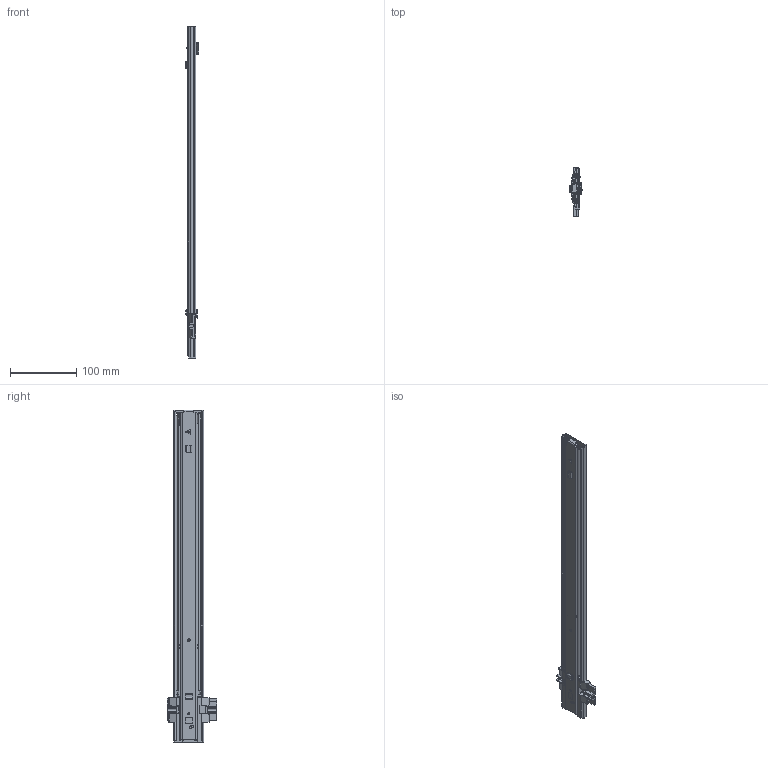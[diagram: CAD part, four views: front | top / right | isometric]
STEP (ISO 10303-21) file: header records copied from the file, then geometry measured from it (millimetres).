
FILE_DESCRIPTION (( 'STEP AP214' ), '1' );
FILE_NAME ('FR_5019_SMT.0500mm_20inch_0,9_closed_right.STEP', '2022-10-25T05:29:56', ( '' ), ( '' ), 'SwSTEP 2.0', 'SolidWorks 2020', '' );
FILE_SCHEMA (( 'AUTOMOTIVE_DESIGN' ));
Length unit declared in the file: millimetre
Products named in the file (18): 5019 TRIGGER; 5019.XXX-03.T119 RIGHT_NL  500; FR5019 Interlock Rivet SMT_FR 5019 Rivet; FR5019 Interlock Rivet_FR 5019 Catch Rivet; FR 5019 CATCH; 5019.XXX-01.T119 RIGHT_NL  500; FR 5019 INTERLOCK SLIDER MIRROR SMT; FR5019 Interlock Rivet; 5019 INTERLOCK SMT_Closed 5019 SMT RH; FR 5019 5219 INTERLOCK PIN SMT; FR 5019 INTERLOCK SLIDER SMT; FR 5019 INTERLOCK HOUSING SMT_SMT SLIDE; FR_5019_SMT.0500mm_20inch_0,9_closed_right; 5019 MIDDLE STOP NEW; 5019.XXX-01.T119 RIGHT_NL  500 RIGHT CLOSED; 5019.XXX-02.T119_NL  500
Assembly tree (18 placements, depth 4):
  FR_5019_SMT.0500mm_20inch_0,9_closed_right
    5019.XXX-01.T119 RIGHT_NL  500 RIGHT CLOSED
      5019.XXX-01.T119 RIGHT_NL  500
      5019 INTERLOCK SMT_Closed 5019 SMT RH
        FR 5019 INTERLOCK HOUSING SMT_SMT SLIDE
        FR 5019 INTERLOCK SLIDER SMT
        FR 5019 INTERLOCK SLIDER MIRROR SMT
        FR 5019 5219 INTERLOCK PIN SMT
        FR5019 Interlock Rivet SMT_FR 5019 Rivet  x2
    5019.XXX-02.T119_NL  500
      5019.XXX-02.T119_NL  500
      5019 MIDDLE STOP NEW
    5019.XXX-03.T119 RIGHT_NL  500
      5019.XXX-03.T119 RIGHT_NL  500
      5019 TRIGGER
      FR5019 Interlock Rivet
      FR 5019 CATCH
      FR5019 Interlock Rivet_FR 5019 Catch Rivet
Bounding box: 20.19 x 74.7 x 500 mm (x, y, z)
Volume: 112870.7 mm3; surface area: 164323.7 mm2
Topology: 14 solids, 14 shells, 1159 faces, 2924 edges, 1785 vertices
Faces by surface type: plane 626, cylinder 415, bspline 80, torus 24, cone 14
Entity records: 36441 total; most frequent: CARTESIAN_POINT 8564, ORIENTED_EDGE 5754, DIRECTION 5672, EDGE_CURVE 2877, AXIS2_PLACEMENT_3D 1927, LINE 1818, VECTOR 1818, VERTEX_POINT 1769
